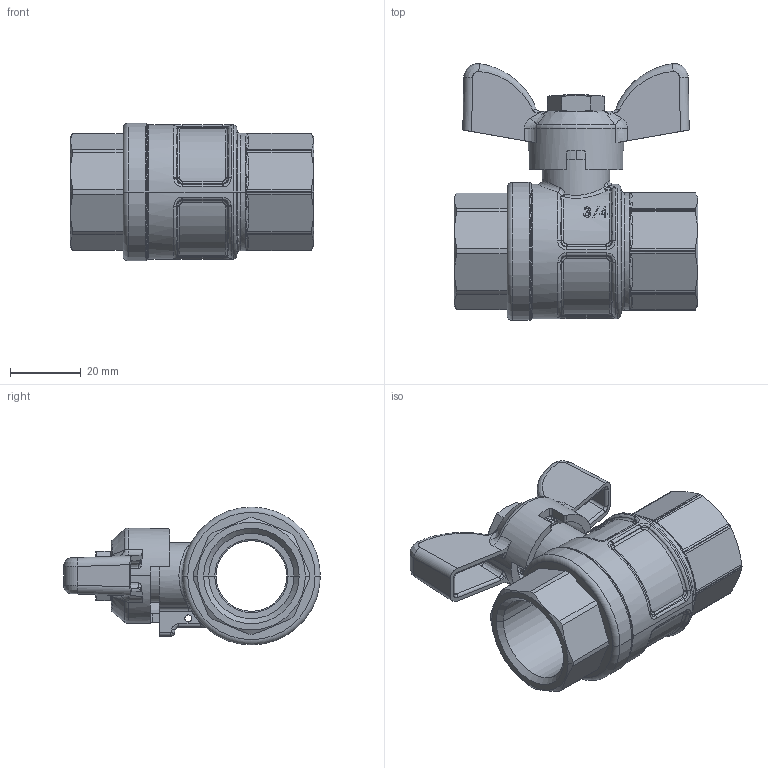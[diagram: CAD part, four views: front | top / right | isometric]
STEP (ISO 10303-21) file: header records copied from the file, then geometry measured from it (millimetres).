
FILE_DESCRIPTION(('Creo Elements/Direct Modeling STEP Export'),'2;1');
FILE_NAME('9000050000.stp','2021-05-26T10:41:16',(''),(''),'Creo Elements/Direct Modeling STEP processor for AP214 (Solid Model)','Creo Elements/Direct Modeling 20.1D 10-Oct-2020 (C) Parametric Technology GmbH','');
FILE_SCHEMA(('AUTOMOTIVE_DESIGN { 1 0 10303 214 1 1 1 1 }'));
Products named in the file (3): 9000050000-668670.PRT; 9000050000-671620.ASM; 9000050000.stp
Assembly tree (2 placements, depth 3):
  9000050000.stp
    9000050000-671620.ASM
      9000050000-668670.PRT
Bounding box: 69 x 72.6 x 39 mm (x, y, z)
Volume: 50155.5 mm3; surface area: 21702.2 mm2
Topology: 1 solids, 1 shells, 766 faces, 1952 edges, 1178 vertices
Faces by surface type: bspline 271, plane 202, cylinder 158, cone 70, torus 63, sphere 2
Entity records: 59677 total; most frequent: CARTESIAN_POINT 41822, ORIENTED_EDGE 3864, DIRECTION 2626, EDGE_CURVE 1932, VERTEX_POINT 1178, AXIS2_PLACEMENT_3D 1054, B_SPLINE_CURVE_WITH_KNOTS 789, EDGE_LOOP 784
